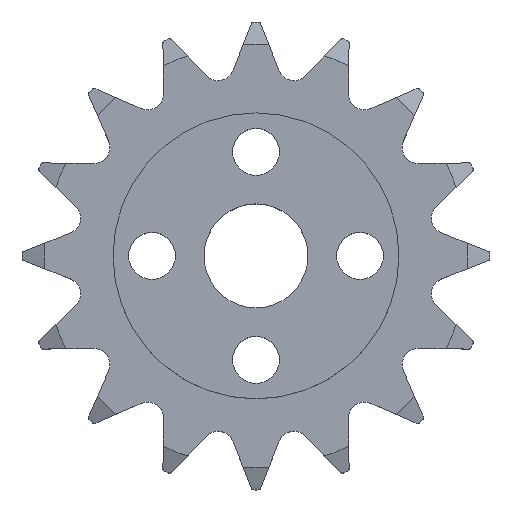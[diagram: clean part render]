
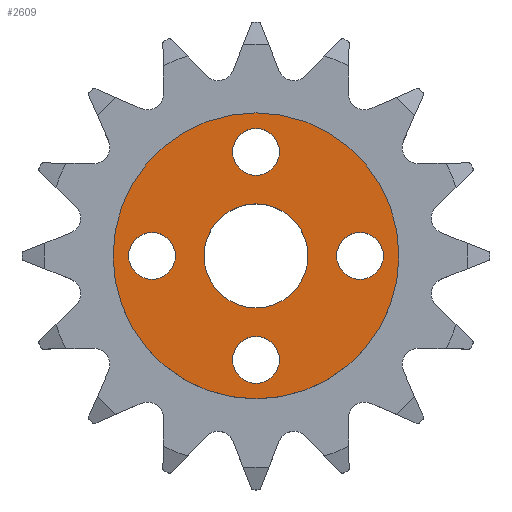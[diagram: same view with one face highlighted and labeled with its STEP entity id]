
A CAD part, top view. The second image highlights one B-rep face of the part: STEP entity #2609.
In plain terms, the highlighted planar face has unit normal (0, 0, 1).
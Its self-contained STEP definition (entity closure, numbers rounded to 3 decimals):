
#564=FACE_BOUND('',#719,.T.);
#565=FACE_BOUND('',#720,.T.);
#566=FACE_BOUND('',#721,.T.);
#567=FACE_BOUND('',#722,.T.);
#568=FACE_BOUND('',#723,.T.);
#581=FACE_OUTER_BOUND('',#718,.T.);
#718=EDGE_LOOP('',(#1644));
#719=EDGE_LOOP('',(#1645));
#720=EDGE_LOOP('',(#1646));
#721=EDGE_LOOP('',(#1647));
#722=EDGE_LOOP('',(#1648));
#723=EDGE_LOOP('',(#1649));
#872=CIRCLE('',#2749,11.);
#873=CIRCLE('',#2750,1.8);
#874=CIRCLE('',#2751,1.8);
#875=CIRCLE('',#2752,1.8);
#876=CIRCLE('',#2753,1.8);
#877=CIRCLE('',#2754,4.);
#980=VERTEX_POINT('',#3647);
#981=VERTEX_POINT('',#3649);
#982=VERTEX_POINT('',#3651);
#983=VERTEX_POINT('',#3653);
#984=VERTEX_POINT('',#3655);
#985=VERTEX_POINT('',#3657);
#1248=EDGE_CURVE('',#980,#980,#872,.T.);
#1249=EDGE_CURVE('',#981,#981,#873,.T.);
#1250=EDGE_CURVE('',#982,#982,#874,.T.);
#1251=EDGE_CURVE('',#983,#983,#875,.T.);
#1252=EDGE_CURVE('',#984,#984,#876,.T.);
#1253=EDGE_CURVE('',#985,#985,#877,.T.);
#1644=ORIENTED_EDGE('',*,*,#1248,.T.);
#1645=ORIENTED_EDGE('',*,*,#1249,.F.);
#1646=ORIENTED_EDGE('',*,*,#1250,.F.);
#1647=ORIENTED_EDGE('',*,*,#1251,.F.);
#1648=ORIENTED_EDGE('',*,*,#1252,.F.);
#1649=ORIENTED_EDGE('',*,*,#1253,.T.);
#2436=PLANE('',#2748);
#2609=ADVANCED_FACE('',(#581,#564,#565,#566,#567,#568),#2436,.T.);
#2748=AXIS2_PLACEMENT_3D('',#3646,#2995,#2996);
#2749=AXIS2_PLACEMENT_3D('',#3648,#2997,#2998);
#2750=AXIS2_PLACEMENT_3D('',#3650,#2999,#3000);
#2751=AXIS2_PLACEMENT_3D('',#3652,#3001,#3002);
#2752=AXIS2_PLACEMENT_3D('',#3654,#3003,#3004);
#2753=AXIS2_PLACEMENT_3D('',#3656,#3005,#3006);
#2754=AXIS2_PLACEMENT_3D('',#3658,#3007,#3008);
#2995=DIRECTION('center_axis',(0.,0.,1.));
#2996=DIRECTION('ref_axis',(1.,0.,0.));
#2997=DIRECTION('center_axis',(0.,0.,1.));
#2998=DIRECTION('ref_axis',(1.,0.,0.));
#2999=DIRECTION('center_axis',(0.,0.,1.));
#3000=DIRECTION('ref_axis',(1.,0.,0.));
#3001=DIRECTION('center_axis',(0.,0.,1.));
#3002=DIRECTION('ref_axis',(0.,1.,0.));
#3003=DIRECTION('center_axis',(0.,0.,1.));
#3004=DIRECTION('ref_axis',(-1.,0.,0.));
#3005=DIRECTION('center_axis',(0.,0.,1.));
#3006=DIRECTION('ref_axis',(0.,-1.,0.));
#3007=DIRECTION('center_axis',(0.,0.,-1.));
#3008=DIRECTION('ref_axis',(1.,0.,0.));
#3646=CARTESIAN_POINT('Origin',(0.,0.,4.));
#3647=CARTESIAN_POINT('',(-11.,0.,4.));
#3648=CARTESIAN_POINT('Origin',(0.,0.,4.));
#3649=CARTESIAN_POINT('',(6.2,0.,4.));
#3650=CARTESIAN_POINT('Origin',(8.,0.,4.));
#3651=CARTESIAN_POINT('',(0.,6.2,4.));
#3652=CARTESIAN_POINT('Origin',(0.,8.,4.));
#3653=CARTESIAN_POINT('',(-6.2,0.,4.));
#3654=CARTESIAN_POINT('Origin',(-8.,0.,4.));
#3655=CARTESIAN_POINT('',(0.,-6.2,4.));
#3656=CARTESIAN_POINT('Origin',(0.,-8.,4.));
#3657=CARTESIAN_POINT('',(4.,0.,4.));
#3658=CARTESIAN_POINT('Origin',(0.,0.,4.));
